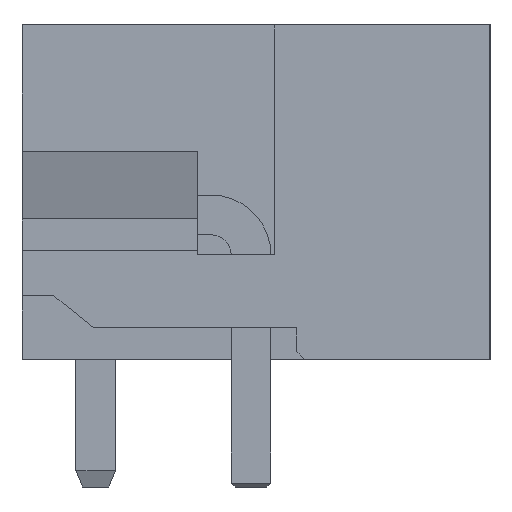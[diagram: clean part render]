
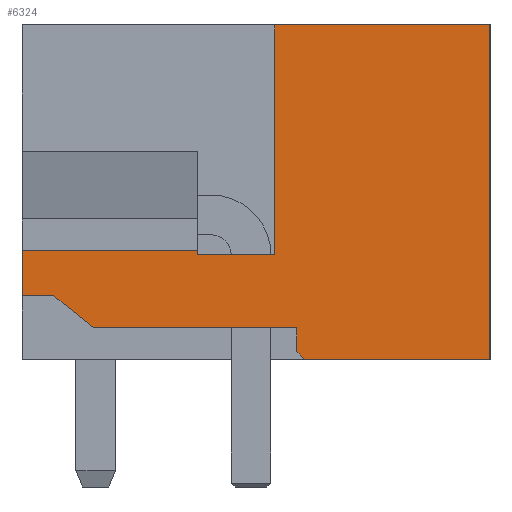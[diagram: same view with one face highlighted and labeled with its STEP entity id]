
A CAD part, left-side view. The second image highlights one B-rep face of the part: STEP entity #6324.
In plain terms, the highlighted planar face has unit normal (-1, 0, 0).
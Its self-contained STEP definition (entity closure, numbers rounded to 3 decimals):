
#6288=AXIS2_PLACEMENT_3D('Plane Axis2P3D',#6285,#6286,#6287) ;
#452=CARTESIAN_POINT('Vertex',(0.,0.,3.2)) ;
#455=CARTESIAN_POINT('Line Origine',(0.,2.325,3.2)) ;
#459=CARTESIAN_POINT('Vertex',(0.,4.65,3.2)) ;
#1012=CARTESIAN_POINT('Vertex',(0.,0.,11.6)) ;
#1015=CARTESIAN_POINT('Line Origine',(0.,0.,7.4)) ;
#1834=CARTESIAN_POINT('Vertex',(0.,5.4,11.6)) ;
#1837=CARTESIAN_POINT('Line Origine',(0.,2.7,11.6)) ;
#1993=CARTESIAN_POINT('Vertex',(0.,11.75,4.8)) ;
#1996=CARTESIAN_POINT('Line Origine',(0.,11.75,5.365)) ;
#2000=CARTESIAN_POINT('Vertex',(0.,11.75,5.93)) ;
#5803=CARTESIAN_POINT('Line Origine',(0.,11.35,4.8)) ;
#5807=CARTESIAN_POINT('Vertex',(0.,10.95,4.8)) ;
#5875=CARTESIAN_POINT('Line Origine',(0.,10.45,4.4)) ;
#5879=CARTESIAN_POINT('Vertex',(0.,9.95,4.)) ;
#5899=CARTESIAN_POINT('Line Origine',(0.,4.75,3.3)) ;
#5903=CARTESIAN_POINT('Vertex',(0.,4.85,3.4)) ;
#5923=CARTESIAN_POINT('Line Origine',(0.,4.85,3.7)) ;
#5927=CARTESIAN_POINT('Vertex',(0.,4.85,4.)) ;
#5947=CARTESIAN_POINT('Line Origine',(0.,7.4,4.)) ;
#5970=CARTESIAN_POINT('Vertex',(0.,7.35,5.93)) ;
#5978=CARTESIAN_POINT('Line Origine',(0.,9.55,5.93)) ;
#6285=CARTESIAN_POINT('Axis2P3D Location',(0.,0.,0.)) ;
#6290=CARTESIAN_POINT('Line Origine',(0.,5.4,8.715)) ;
#6294=CARTESIAN_POINT('Vertex',(0.,5.4,5.83)) ;
#6297=CARTESIAN_POINT('Line Origine',(0.,6.375,5.83)) ;
#6301=CARTESIAN_POINT('Vertex',(0.,7.35,5.83)) ;
#6304=CARTESIAN_POINT('Line Origine',(0.,7.35,5.88)) ;
#456=DIRECTION('Vector Direction',(0.,1.,0.)) ;
#1016=DIRECTION('Vector Direction',(0.,0.,1.)) ;
#1838=DIRECTION('Vector Direction',(0.,-1.,0.)) ;
#1997=DIRECTION('Vector Direction',(0.,0.,-1.)) ;
#5804=DIRECTION('Vector Direction',(0.,-1.,0.)) ;
#5876=DIRECTION('Vector Direction',(0.,-0.781,-0.625)) ;
#5900=DIRECTION('Vector Direction',(0.,-0.707,-0.707)) ;
#5924=DIRECTION('Vector Direction',(0.,0.,-1.)) ;
#5948=DIRECTION('Vector Direction',(0.,-1.,0.)) ;
#5979=DIRECTION('Vector Direction',(0.,1.,0.)) ;
#6286=DIRECTION('Axis2P3D Direction',(-1.,0.,0.)) ;
#6287=DIRECTION('Axis2P3D XDirection',(0.,-1.,0.)) ;
#6291=DIRECTION('Vector Direction',(0.,0.,-1.)) ;
#6298=DIRECTION('Vector Direction',(0.,1.,0.)) ;
#6305=DIRECTION('Vector Direction',(0.,0.,-1.)) ;
#457=VECTOR('Line Direction',#456,1.) ;
#1017=VECTOR('Line Direction',#1016,1.) ;
#1839=VECTOR('Line Direction',#1838,1.) ;
#1998=VECTOR('Line Direction',#1997,1.) ;
#5805=VECTOR('Line Direction',#5804,1.) ;
#5877=VECTOR('Line Direction',#5876,1.) ;
#5901=VECTOR('Line Direction',#5900,1.) ;
#5925=VECTOR('Line Direction',#5924,1.) ;
#5949=VECTOR('Line Direction',#5948,1.) ;
#5980=VECTOR('Line Direction',#5979,1.) ;
#6292=VECTOR('Line Direction',#6291,1.) ;
#6299=VECTOR('Line Direction',#6298,1.) ;
#6306=VECTOR('Line Direction',#6305,1.) ;
#6310=ORIENTED_EDGE('',*,*,#5982,.T.) ;
#6311=ORIENTED_EDGE('',*,*,#2002,.T.) ;
#6312=ORIENTED_EDGE('',*,*,#5809,.F.) ;
#6313=ORIENTED_EDGE('',*,*,#5881,.F.) ;
#6314=ORIENTED_EDGE('',*,*,#5951,.F.) ;
#6315=ORIENTED_EDGE('',*,*,#5929,.F.) ;
#6316=ORIENTED_EDGE('',*,*,#5905,.F.) ;
#6317=ORIENTED_EDGE('',*,*,#461,.T.) ;
#6318=ORIENTED_EDGE('',*,*,#1019,.T.) ;
#6319=ORIENTED_EDGE('',*,*,#1841,.T.) ;
#6320=ORIENTED_EDGE('',*,*,#6296,.T.) ;
#6321=ORIENTED_EDGE('',*,*,#6303,.T.) ;
#6322=ORIENTED_EDGE('',*,*,#6308,.F.) ;
#6324=ADVANCED_FACE('HOUSING',(#6323),#6289,.T.) ;
#461=EDGE_CURVE('',#460,#453,#458,.F.) ;
#1019=EDGE_CURVE('',#453,#1013,#1018,.T.) ;
#1841=EDGE_CURVE('',#1013,#1835,#1840,.F.) ;
#2002=EDGE_CURVE('',#2001,#1994,#1999,.T.) ;
#5809=EDGE_CURVE('',#5808,#1994,#5806,.F.) ;
#5881=EDGE_CURVE('',#5880,#5808,#5878,.F.) ;
#5905=EDGE_CURVE('',#460,#5904,#5902,.F.) ;
#5929=EDGE_CURVE('',#5904,#5928,#5926,.F.) ;
#5951=EDGE_CURVE('',#5928,#5880,#5950,.F.) ;
#5982=EDGE_CURVE('',#5971,#2001,#5981,.T.) ;
#6296=EDGE_CURVE('',#1835,#6295,#6293,.T.) ;
#6303=EDGE_CURVE('',#6295,#6302,#6300,.T.) ;
#6308=EDGE_CURVE('',#5971,#6302,#6307,.T.) ;
#6309=EDGE_LOOP('',(#6310,#6311,#6312,#6313,#6314,#6315,#6316,#6317,#6318,#6319,#6320,#6321,#6322)) ;
#6323=FACE_OUTER_BOUND('',#6309,.T.) ;
#458=LINE('Line',#455,#457) ;
#1018=LINE('Line',#1015,#1017) ;
#1840=LINE('Line',#1837,#1839) ;
#1999=LINE('Line',#1996,#1998) ;
#5806=LINE('Line',#5803,#5805) ;
#5878=LINE('Line',#5875,#5877) ;
#5902=LINE('Line',#5899,#5901) ;
#5926=LINE('Line',#5923,#5925) ;
#5950=LINE('Line',#5947,#5949) ;
#5981=LINE('Line',#5978,#5980) ;
#6293=LINE('Line',#6290,#6292) ;
#6300=LINE('Line',#6297,#6299) ;
#6307=LINE('Line',#6304,#6306) ;
#6289=PLANE('',#6288) ;
#453=VERTEX_POINT('',#452) ;
#460=VERTEX_POINT('',#459) ;
#1013=VERTEX_POINT('',#1012) ;
#1835=VERTEX_POINT('',#1834) ;
#1994=VERTEX_POINT('',#1993) ;
#2001=VERTEX_POINT('',#2000) ;
#5808=VERTEX_POINT('',#5807) ;
#5880=VERTEX_POINT('',#5879) ;
#5904=VERTEX_POINT('',#5903) ;
#5928=VERTEX_POINT('',#5927) ;
#5971=VERTEX_POINT('',#5970) ;
#6295=VERTEX_POINT('',#6294) ;
#6302=VERTEX_POINT('',#6301) ;
